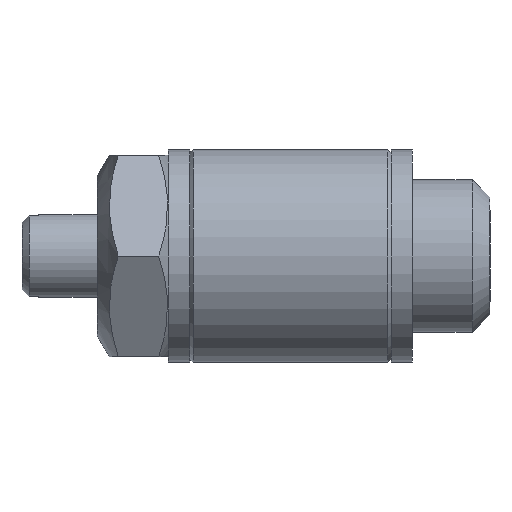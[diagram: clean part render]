
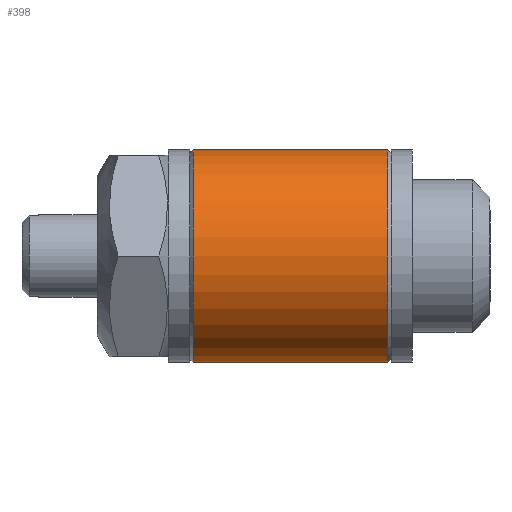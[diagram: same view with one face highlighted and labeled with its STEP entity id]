
A CAD part, left-side view. The second image highlights one B-rep face of the part: STEP entity #398.
In plain terms, the highlighted cylindrical face has radius 9 mm (diameter 18 mm), a partial arc.
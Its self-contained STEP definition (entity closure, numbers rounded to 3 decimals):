
#182 = VERTEX_POINT ( 'NONE', #1205 ) ;
#185 = VERTEX_POINT ( 'NONE', #1212 ) ;
#218 = VERTEX_POINT ( 'NONE', #1376 ) ;
#227 = EDGE_CURVE ( 'NONE', #257, #218, #1318, .T. ) ;
#235 = EDGE_CURVE ( 'NONE', #182, #185, #1982, .T. ) ;
#257 = VERTEX_POINT ( 'NONE', #1366 ) ;
#398 = ADVANCED_FACE ( 'NONE', ( #2336 ), #2335, .T. ) ;
#399 = EDGE_LOOP ( 'NONE', ( #462, #408, #439, #413 ) ) ;
#408 = ORIENTED_EDGE ( 'NONE', *, *, #422, .T. ) ;
#413 = ORIENTED_EDGE ( 'NONE', *, *, #414, .F. ) ;
#414 = EDGE_CURVE ( 'NONE', #185, #218, #2292, .T. ) ;
#422 = EDGE_CURVE ( 'NONE', #182, #257, #2280, .T. ) ;
#439 = ORIENTED_EDGE ( 'NONE', *, *, #227, .T. ) ;
#462 = ORIENTED_EDGE ( 'NONE', *, *, #235, .F. ) ;
#1205 = CARTESIAN_POINT ( 'NONE',  ( 0., 25.4, 9. ) ) ;
#1212 = CARTESIAN_POINT ( 'NONE',  ( 0., 9., 9. ) ) ;
#1315 = DIRECTION ( 'NONE',  ( 0., -1., 0. ) ) ;
#1316 = VECTOR ( 'NONE', #1315, 1000. ) ;
#1317 = CARTESIAN_POINT ( 'NONE',  ( 0., 7.319, -9. ) ) ;
#1318 = LINE ( 'NONE', #1317, #1316 ) ;
#1366 = CARTESIAN_POINT ( 'NONE',  ( 0., 25.4, -9. ) ) ;
#1376 = CARTESIAN_POINT ( 'NONE',  ( 0., 9., -9. ) ) ;
#1979 = DIRECTION ( 'NONE',  ( 0., -1., 0. ) ) ;
#1980 = VECTOR ( 'NONE', #1979, 1000. ) ;
#1981 = CARTESIAN_POINT ( 'NONE',  ( 0., 7.319, 9. ) ) ;
#1982 = LINE ( 'NONE', #1981, #1980 ) ;
#2278 = DIRECTION ( 'NONE',  ( 0., -1., 0. ) ) ;
#2279 = AXIS2_PLACEMENT_3D ( 'NONE', #2321, #2278, #2312 ) ;
#2280 = CIRCLE ( 'NONE', #2279, 9. ) ;
#2284 = DIRECTION ( 'NONE',  ( 0., -1., 0. ) ) ;
#2290 = DIRECTION ( 'NONE',  ( 0., 0., -1. ) ) ;
#2292 = CIRCLE ( 'NONE', #2328, 9. ) ;
#2300 = CARTESIAN_POINT ( 'NONE',  ( 0., 7.319, 0. ) ) ;
#2301 = AXIS2_PLACEMENT_3D ( 'NONE', #2300, #2284, #2290 ) ;
#2312 = DIRECTION ( 'NONE',  ( 0., 0., -1. ) ) ;
#2321 = CARTESIAN_POINT ( 'NONE',  ( 0., 25.4, 0. ) ) ;
#2325 = DIRECTION ( 'NONE',  ( 0., 0., -1. ) ) ;
#2326 = DIRECTION ( 'NONE',  ( 0., -1., 0. ) ) ;
#2327 = CARTESIAN_POINT ( 'NONE',  ( 0., 9., 0. ) ) ;
#2328 = AXIS2_PLACEMENT_3D ( 'NONE', #2327, #2326, #2325 ) ;
#2335 = CYLINDRICAL_SURFACE ( 'NONE', #2301, 9. ) ;
#2336 = FACE_OUTER_BOUND ( 'NONE', #399, .T. ) ;
